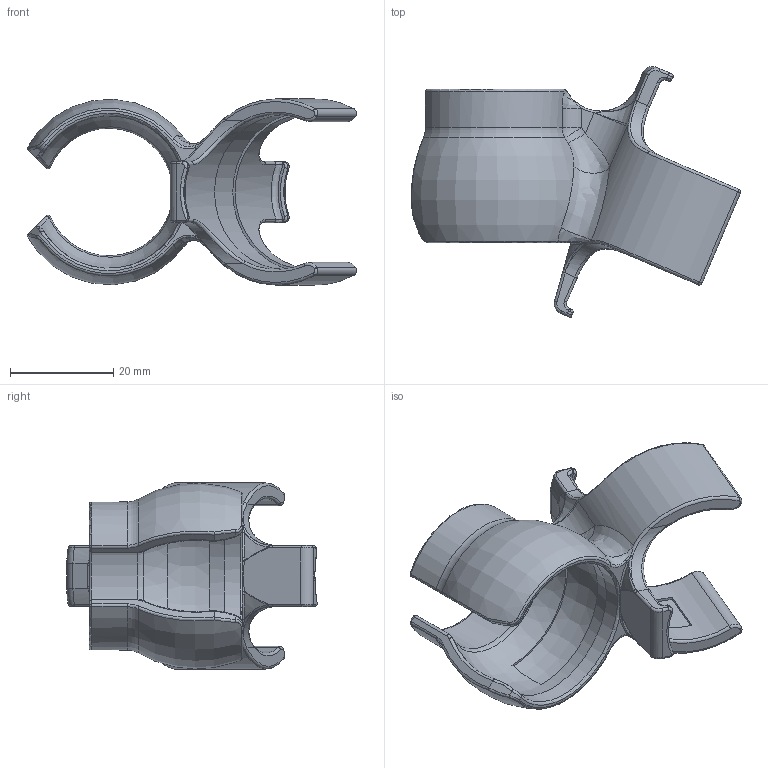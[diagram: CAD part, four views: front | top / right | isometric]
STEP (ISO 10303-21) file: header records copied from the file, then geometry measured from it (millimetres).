
FILE_DESCRIPTION(/* description */ ('Unknown'),/* implementation_level */ '2;1');
FILE_NAME(/* name */ 'CLIP THUNDER INCL-3',/* time_stamp */ '2023-03-06T10:29:48+01:00',/* author */ ('Unknown'),/* organization */ ('Unknown'),/* preprocessor_version */ 'ST-DEVELOPER v18.102',/* originating_system */ 'Solid Edge',/* authorisation */ 'Unknown');
FILE_SCHEMA (('AUTOMOTIVE_DESIGN {1 0 10303 214 3 1 1}'));
Length unit declared in the file: millimetre
Products named in the file (1): CLIP THUNDER INCL-3
Bounding box: 63.65 x 48.49 x 36 mm (x, y, z)
Volume: 11693.5 mm3; surface area: 9318.1 mm2
Topology: 1 solids, 1 shells, 226 faces, 544 edges, 312 vertices
Faces by surface type: bspline 77, cylinder 58, torus 50, plane 33, sphere 8
Entity records: 7732 total; most frequent: CARTESIAN_POINT 3005, ORIENTED_EDGE 1064, DIRECTION 915, EDGE_CURVE 532, AXIS2_PLACEMENT_3D 406, VERTEX_POINT 310, CIRCLE 236, EDGE_LOOP 228
